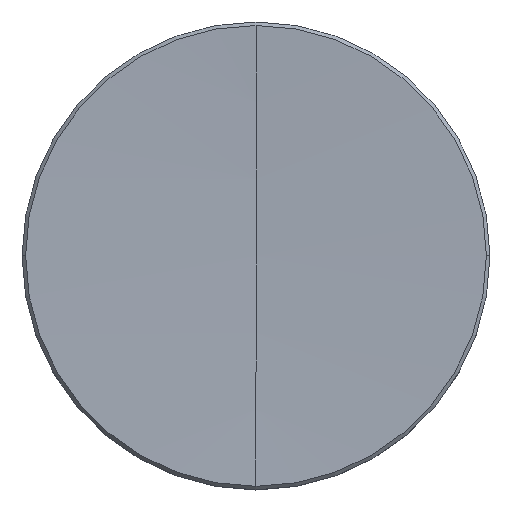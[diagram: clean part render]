
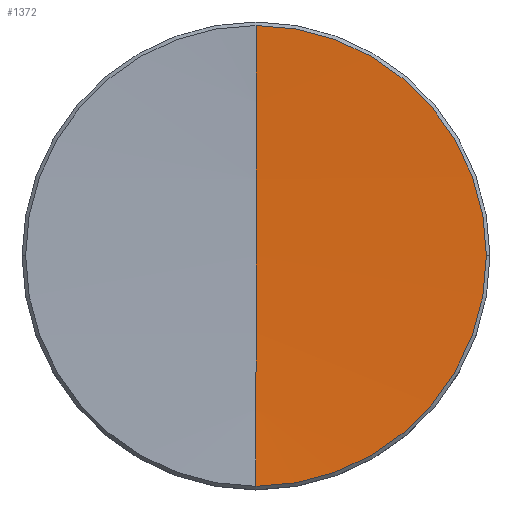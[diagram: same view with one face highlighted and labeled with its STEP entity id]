
A CAD part, top view. The second image highlights one B-rep face of the part: STEP entity #1372.
In plain terms, the highlighted spherical face has radius 300 mm.
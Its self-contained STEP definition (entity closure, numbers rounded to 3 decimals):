
#34 = DIRECTION ( 'NONE',  ( 0., 0., 1. ) ) ;
#363 = EDGE_LOOP ( 'NONE', ( #2474, #906, #984, #3857 ) ) ;
#462 = CARTESIAN_POINT ( 'NONE',  ( 10.33, 13.333, 22.395 ) ) ;
#511 = DIRECTION ( 'NONE',  ( 0., -1., 0. ) ) ;
#639 = VERTEX_POINT ( 'NONE', #2009 ) ;
#696 = CARTESIAN_POINT ( 'NONE',  ( 10.33, 0.825, 22.395 ) ) ;
#742 = CIRCLE ( 'NONE', #1745, 300. ) ;
#796 = EDGE_CURVE ( 'NONE', #639, #1684, #1867, .T. ) ;
#906 = ORIENTED_EDGE ( 'NONE', *, *, #796, .T. ) ;
#970 = EDGE_CURVE ( 'NONE', #1039, #1184, #3346, .T. ) ;
#984 = ORIENTED_EDGE ( 'NONE', *, *, #3400, .T. ) ;
#1039 = VERTEX_POINT ( 'NONE', #3802 ) ;
#1057 = DIRECTION ( 'NONE',  ( 1., 0., 0. ) ) ;
#1184 = VERTEX_POINT ( 'NONE', #1875 ) ;
#1372 = ADVANCED_FACE ( 'NONE', ( #2112 ), #3087, .F. ) ;
#1432 = DIRECTION ( 'NONE',  ( 0., 1., 0. ) ) ;
#1580 = DIRECTION ( 'NONE',  ( 1., 0., 0. ) ) ;
#1590 = DIRECTION ( 'NONE',  ( 0., 0., -1. ) ) ;
#1684 = VERTEX_POINT ( 'NONE', #696 ) ;
#1718 = AXIS2_PLACEMENT_3D ( 'NONE', #462, #2917, #1057 ) ;
#1745 = AXIS2_PLACEMENT_3D ( 'NONE', #1923, #2546, #1590 ) ;
#1867 = CIRCLE ( 'NONE', #3560, 300. ) ;
#1875 = CARTESIAN_POINT ( 'NONE',  ( 10.33, 25.841, 22.395 ) ) ;
#1923 = CARTESIAN_POINT ( 'NONE',  ( 10.33, 13.333, 322.134 ) ) ;
#2009 = CARTESIAN_POINT ( 'NONE',  ( 10.33, 13.333, 22.134 ) ) ;
#2039 = EDGE_CURVE ( 'NONE', #639, #1184, #742, .T. ) ;
#2112 = FACE_OUTER_BOUND ( 'NONE', #363, .T. ) ;
#2371 = DIRECTION ( 'NONE',  ( -1., 0., 0. ) ) ;
#2474 = ORIENTED_EDGE ( 'NONE', *, *, #2039, .F. ) ;
#2546 = DIRECTION ( 'NONE',  ( 1., 0., 0. ) ) ;
#2716 = DIRECTION ( 'NONE',  ( -1., 0., 0. ) ) ;
#2876 = AXIS2_PLACEMENT_3D ( 'NONE', #3025, #2716, #1432 ) ;
#2917 = DIRECTION ( 'NONE',  ( 0., 0., 1. ) ) ;
#3025 = CARTESIAN_POINT ( 'NONE',  ( 10.33, 13.333, 322.134 ) ) ;
#3087 = SPHERICAL_SURFACE ( 'NONE', #2876, 300. ) ;
#3157 = CARTESIAN_POINT ( 'NONE',  ( 10.33, 13.333, 22.395 ) ) ;
#3279 = AXIS2_PLACEMENT_3D ( 'NONE', #3157, #34, #1580 ) ;
#3346 = CIRCLE ( 'NONE', #3279, 12.508 ) ;
#3400 = EDGE_CURVE ( 'NONE', #1684, #1039, #3602, .T. ) ;
#3560 = AXIS2_PLACEMENT_3D ( 'NONE', #3609, #2371, #511 ) ;
#3602 = CIRCLE ( 'NONE', #1718, 12.508 ) ;
#3609 = CARTESIAN_POINT ( 'NONE',  ( 10.33, 13.333, 322.134 ) ) ;
#3802 = CARTESIAN_POINT ( 'NONE',  ( 22.838, 13.333, 22.395 ) ) ;
#3857 = ORIENTED_EDGE ( 'NONE', *, *, #970, .T. ) ;
